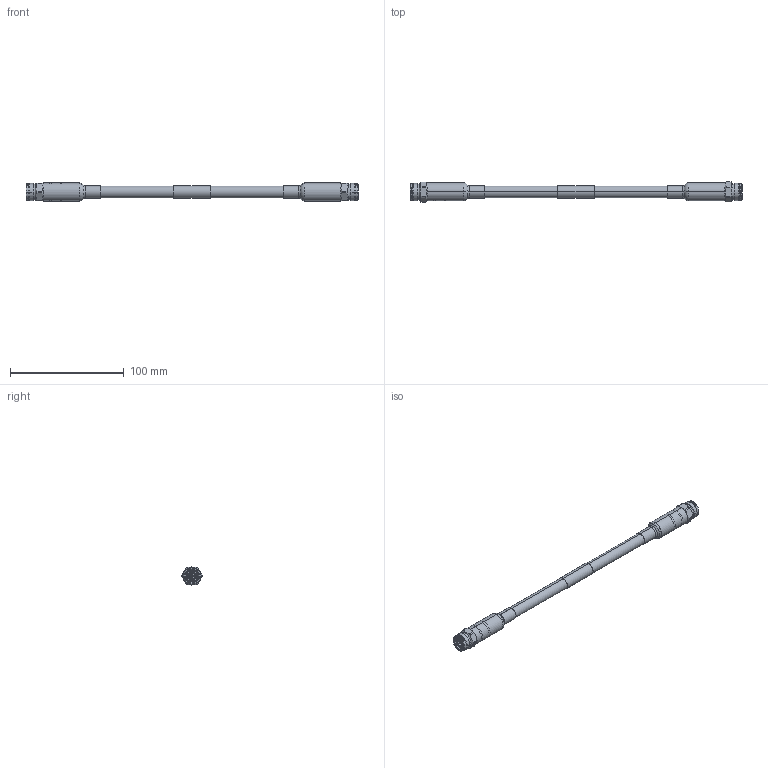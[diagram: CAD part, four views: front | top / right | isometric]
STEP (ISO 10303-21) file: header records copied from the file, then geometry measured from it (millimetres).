
FILE_DESCRIPTION (( 'STEP AP214' ), '1' );
FILE_NAME ('FMCA100207_3D.step', '2025-02-11T17:14:30', ( '' ), ( '' ), 'SwSTEP 2.0', 'SolidWorks 2022', '' );
FILE_SCHEMA (( 'AUTOMOTIVE_DESIGN' ));
Length unit declared in the file: inch
Products named in the file (8): Copy of TC-400-TM-X_ferrule^TC-400-TM-X_FMCA100207; FMCA100207_3D; TC-400-TM-X^FMCA100207; LMR-400-UF^FMCA100207_No Label; Copy of TC-400-TM-X_c-contact^TC-400-TM-X_FMCA100207; HEATSHRINK^FMCA100207; Copy of TC-400-TM-X_insulator^TC-400-TM-X_FMCA100207; Copy of TC-400-TM-X_body^TC-400-TM-X_FMCA100207
Assembly tree (9 placements, depth 3):
  FMCA100207_3D
    LMR-400-UF^FMCA100207_No Label
    TC-400-TM-X^FMCA100207  x2
      Copy of TC-400-TM-X_body^TC-400-TM-X_FMCA100207
      Copy of TC-400-TM-X_c-contact^TC-400-TM-X_FMCA100207
      Copy of TC-400-TM-X_ferrule^TC-400-TM-X_FMCA100207
      Copy of TC-400-TM-X_insulator^TC-400-TM-X_FMCA100207
    HEATSHRINK^FMCA100207  x2
Bounding box: 291.59 x 17.59 x 15.88 mm (x, y, z)
Volume: 29341.7 mm3; surface area: 26208.4 mm2
Topology: 11 solids, 11 shells, 612 faces, 1414 edges, 886 vertices
Faces by surface type: cylinder 188, plane 180, cone 124, bspline 100, torus 20
Entity records: 13250 total; most frequent: CARTESIAN_POINT 5749, ORIENTED_EDGE 1428, DIRECTION 1373, EDGE_CURVE 714, AXIS2_PLACEMENT_3D 564, VERTEX_POINT 449, EDGE_LOOP 355, ADVANCED_FACE 311
